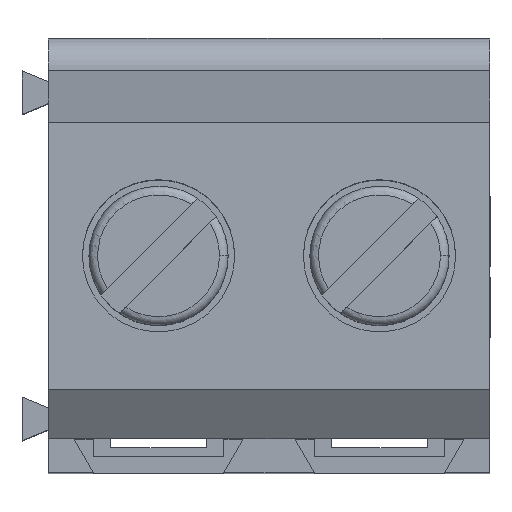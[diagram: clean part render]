
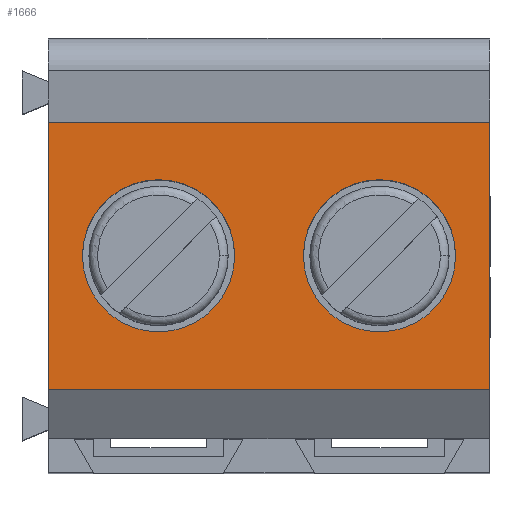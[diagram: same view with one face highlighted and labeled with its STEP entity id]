
A CAD part, top view. The second image highlights one B-rep face of the part: STEP entity #1666.
In plain terms, the highlighted planar face has unit normal (0, 0, 1).
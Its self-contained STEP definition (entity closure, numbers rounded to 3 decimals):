
#239 = VERTEX_POINT('',#240);
#240 = CARTESIAN_POINT('',(-0.79,0.487,14.)
  );
#246 = EDGE_CURVE('',#247,#239,#249,.T.);
#247 = VERTEX_POINT('',#248);
#248 = CARTESIAN_POINT('',(-4.29,0.487,14.)
  );
#249 = CIRCLE('',#250,1.75);
#250 = AXIS2_PLACEMENT_3D('',#251,#252,#253);
#251 = CARTESIAN_POINT('',(-2.54,0.487,14.
    ));
#252 = DIRECTION('',(0.,0.,1.));
#253 = DIRECTION('',(1.,0.,-0.));
#401 = VERTEX_POINT('',#402);
#402 = CARTESIAN_POINT('',(4.29,0.487,14.)
  );
#408 = EDGE_CURVE('',#409,#401,#411,.T.);
#409 = VERTEX_POINT('',#410);
#410 = CARTESIAN_POINT('',(0.79,0.487,14.)
  );
#411 = CIRCLE('',#412,1.75);
#412 = AXIS2_PLACEMENT_3D('',#413,#414,#415);
#413 = CARTESIAN_POINT('',(2.54,0.487,14.)
  );
#414 = DIRECTION('',(0.,0.,1.));
#415 = DIRECTION('',(1.,0.,-0.));
#543 = VERTEX_POINT('',#544);
#544 = CARTESIAN_POINT('',(-5.08,-2.587,
    14.));
#550 = EDGE_CURVE('',#551,#543,#553,.T.);
#551 = VERTEX_POINT('',#552);
#552 = CARTESIAN_POINT('',(-5.08,3.56,14.
    ));
#553 = LINE('',#554,#555);
#554 = CARTESIAN_POINT('',(-5.08,3.56,14.
    ));
#555 = VECTOR('',#556,1.);
#556 = DIRECTION('',(0.,-1.,0.));
#1648 = EDGE_CURVE('',#1649,#551,#1651,.T.);
#1649 = VERTEX_POINT('',#1650);
#1650 = CARTESIAN_POINT('',(5.08,3.56,14.
    ));
#1651 = LINE('',#1652,#1653);
#1652 = CARTESIAN_POINT('',(5.08,3.56,14.
    ));
#1653 = VECTOR('',#1654,1.);
#1654 = DIRECTION('',(-1.,-0.,-0.));
#1666 = ADVANCED_FACE('',(#1667,#1677,#1695),#1705,.F.);
#1667 = FACE_BOUND('',#1668,.T.);
#1668 = EDGE_LOOP('',(#1669,#1676));
#1669 = ORIENTED_EDGE('',*,*,#1670,.F.);
#1670 = EDGE_CURVE('',#401,#409,#1671,.T.);
#1671 = CIRCLE('',#1672,1.75);
#1672 = AXIS2_PLACEMENT_3D('',#1673,#1674,#1675);
#1673 = CARTESIAN_POINT('',(2.54,0.487,14.
    ));
#1674 = DIRECTION('',(0.,0.,1.));
#1675 = DIRECTION('',(1.,0.,-0.));
#1676 = ORIENTED_EDGE('',*,*,#408,.F.);
#1677 = FACE_BOUND('',#1678,.T.);
#1678 = EDGE_LOOP('',(#1679,#1680,#1681,#1689));
#1679 = ORIENTED_EDGE('',*,*,#1648,.T.);
#1680 = ORIENTED_EDGE('',*,*,#550,.T.);
#1681 = ORIENTED_EDGE('',*,*,#1682,.F.);
#1682 = EDGE_CURVE('',#1683,#543,#1685,.T.);
#1683 = VERTEX_POINT('',#1684);
#1684 = CARTESIAN_POINT('',(5.08,-2.587,
    14.));
#1685 = LINE('',#1686,#1687);
#1686 = CARTESIAN_POINT('',(5.08,-2.587,
    14.));
#1687 = VECTOR('',#1688,1.);
#1688 = DIRECTION('',(-1.,-0.,-0.));
#1689 = ORIENTED_EDGE('',*,*,#1690,.F.);
#1690 = EDGE_CURVE('',#1649,#1683,#1691,.T.);
#1691 = LINE('',#1692,#1693);
#1692 = CARTESIAN_POINT('',(5.08,3.56,14.
    ));
#1693 = VECTOR('',#1694,1.);
#1694 = DIRECTION('',(0.,-1.,0.));
#1695 = FACE_BOUND('',#1696,.T.);
#1696 = EDGE_LOOP('',(#1697,#1704));
#1697 = ORIENTED_EDGE('',*,*,#1698,.F.);
#1698 = EDGE_CURVE('',#239,#247,#1699,.T.);
#1699 = CIRCLE('',#1700,1.75);
#1700 = AXIS2_PLACEMENT_3D('',#1701,#1702,#1703);
#1701 = CARTESIAN_POINT('',(-2.54,0.487,
    14.));
#1702 = DIRECTION('',(0.,0.,1.));
#1703 = DIRECTION('',(1.,0.,-0.));
#1704 = ORIENTED_EDGE('',*,*,#246,.F.);
#1705 = PLANE('',#1706);
#1706 = AXIS2_PLACEMENT_3D('',#1707,#1708,#1709);
#1707 = CARTESIAN_POINT('',(5.08,3.56,14.
    ));
#1708 = DIRECTION('',(0.,0.,-1.));
#1709 = DIRECTION('',(-1.,0.,0.));
